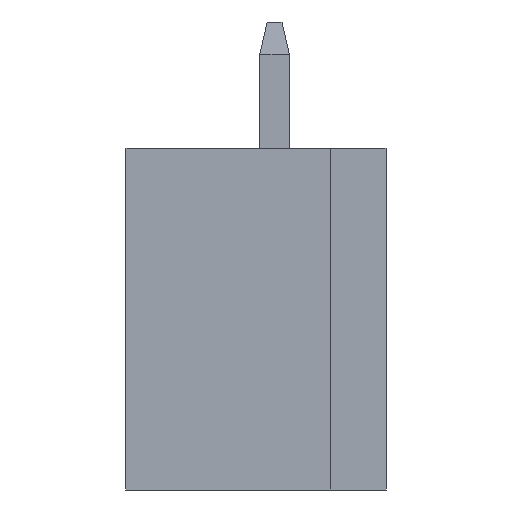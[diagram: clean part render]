
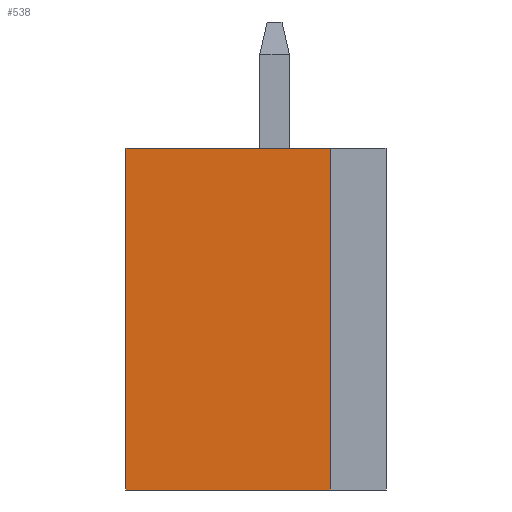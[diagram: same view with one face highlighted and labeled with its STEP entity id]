
A CAD part, left-side view. The second image highlights one B-rep face of the part: STEP entity #538.
In plain terms, the highlighted planar face has unit normal (-1, 0, 0).
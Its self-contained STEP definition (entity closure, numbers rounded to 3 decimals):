
#79 = VECTOR ( 'NONE', #874, 1000. ) ;
#83 = DIRECTION ( 'NONE',  ( 0., -1., 0. ) ) ;
#134 = EDGE_CURVE ( 'NONE', #912, #589, #859, .T. ) ;
#148 = ORIENTED_EDGE ( 'NONE', *, *, #222, .T. ) ;
#222 = EDGE_CURVE ( 'NONE', #589, #673, #712, .T. ) ;
#234 = LINE ( 'NONE', #493, #492 ) ;
#267 = CARTESIAN_POINT ( 'NONE',  ( 0., 1.5, 9.2 ) ) ;
#274 = DIRECTION ( 'NONE',  ( 0., 0., -1. ) ) ;
#297 = EDGE_CURVE ( 'NONE', #662, #673, #234, .T. ) ;
#350 = DIRECTION ( 'NONE',  ( 1., 0., 0. ) ) ;
#364 = CARTESIAN_POINT ( 'NONE',  ( 0., 1.5, 9.2 ) ) ;
#417 = FACE_OUTER_BOUND ( 'NONE', #635, .T. ) ;
#420 = ORIENTED_EDGE ( 'NONE', *, *, #134, .T. ) ;
#451 = CARTESIAN_POINT ( 'NONE',  ( 0., 7., 9.2 ) ) ;
#492 = VECTOR ( 'NONE', #903, 1000. ) ;
#493 = CARTESIAN_POINT ( 'NONE',  ( 0., 1.5, 9.2 ) ) ;
#538 = ADVANCED_FACE ( 'NONE', ( #417 ), #762, .F. ) ;
#589 = VERTEX_POINT ( 'NONE', #594 ) ;
#594 = CARTESIAN_POINT ( 'NONE',  ( 0., 7., 0. ) ) ;
#635 = EDGE_LOOP ( 'NONE', ( #148, #636, #781, #420 ) ) ;
#636 = ORIENTED_EDGE ( 'NONE', *, *, #297, .F. ) ;
#662 = VERTEX_POINT ( 'NONE', #364 ) ;
#673 = VERTEX_POINT ( 'NONE', #1025 ) ;
#712 = LINE ( 'NONE', #898, #739 ) ;
#723 = VECTOR ( 'NONE', #746, 1000. ) ;
#739 = VECTOR ( 'NONE', #83, 1000. ) ;
#746 = DIRECTION ( 'NONE',  ( 0., -1., 0. ) ) ;
#762 = PLANE ( 'NONE',  #877 ) ;
#781 = ORIENTED_EDGE ( 'NONE', *, *, #862, .F. ) ;
#859 = LINE ( 'NONE', #451, #79 ) ;
#862 = EDGE_CURVE ( 'NONE', #912, #662, #951, .T. ) ;
#874 = DIRECTION ( 'NONE',  ( 0., 0., -1. ) ) ;
#877 = AXIS2_PLACEMENT_3D ( 'NONE', #267, #350, #274 ) ;
#898 = CARTESIAN_POINT ( 'NONE',  ( 0., 1.5, 0. ) ) ;
#903 = DIRECTION ( 'NONE',  ( 0., 0., -1. ) ) ;
#912 = VERTEX_POINT ( 'NONE', #1009 ) ;
#919 = CARTESIAN_POINT ( 'NONE',  ( 0., 1.5, 9.2 ) ) ;
#951 = LINE ( 'NONE', #919, #723 ) ;
#1009 = CARTESIAN_POINT ( 'NONE',  ( 0., 7., 9.2 ) ) ;
#1025 = CARTESIAN_POINT ( 'NONE',  ( 0., 1.5, 0. ) ) ;
